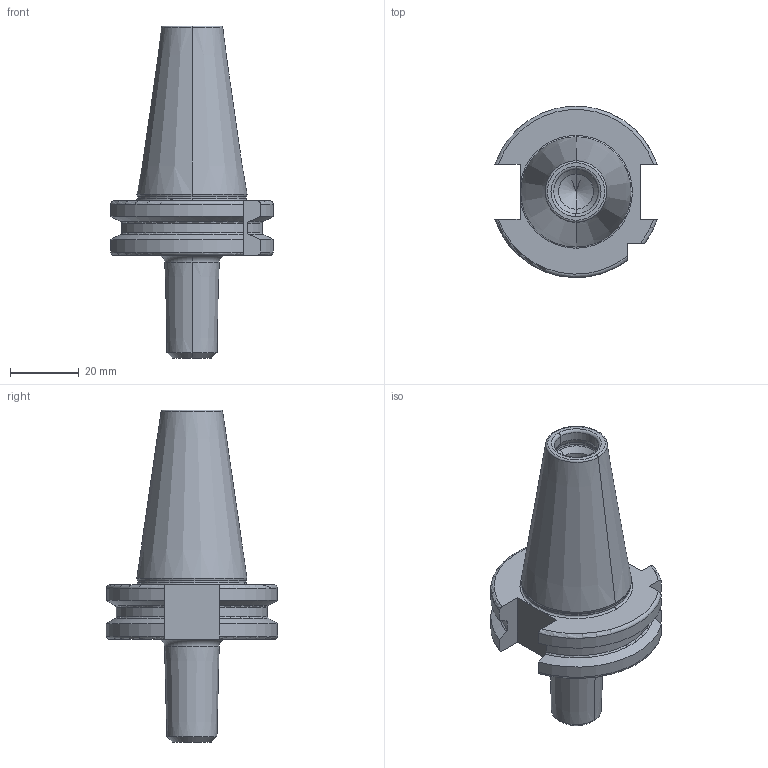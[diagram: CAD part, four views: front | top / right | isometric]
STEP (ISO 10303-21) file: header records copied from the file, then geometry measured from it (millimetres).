
FILE_DESCRIPTION((''),'2;1');
FILE_NAME('302_14_16','2020-09-28T',('104091'),(''),'CREO PARAMETRIC BY PTC INC, 2016260','CREO PARAMETRIC BY PTC INC, 2016260','');
FILE_SCHEMA(('CONFIG_CONTROL_DESIGN'));
Length unit declared in the file: millimetre
Products named in the file (1): 302_14_16
Bounding box: 47.34 x 49.9 x 96.8 mm (x, y, z)
Volume: 53824 mm3; surface area: 12545.4 mm2
Topology: 1 solids, 1 shells, 84 faces, 206 edges, 124 vertices
Faces by surface type: torus 28, cone 24, cylinder 19, plane 13
Entity records: 2698 total; most frequent: CARTESIAN_POINT 688, DIRECTION 436, ORIENTED_EDGE 404, EDGE_CURVE 202, AXIS2_PLACEMENT_3D 184, VERTEX_POINT 124, CIRCLE 97, EDGE_LOOP 88
